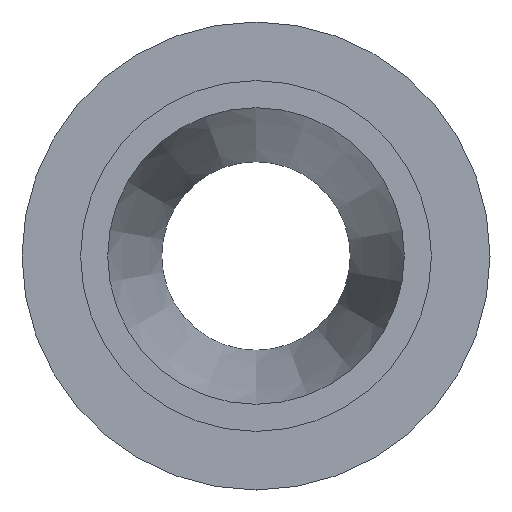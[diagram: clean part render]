
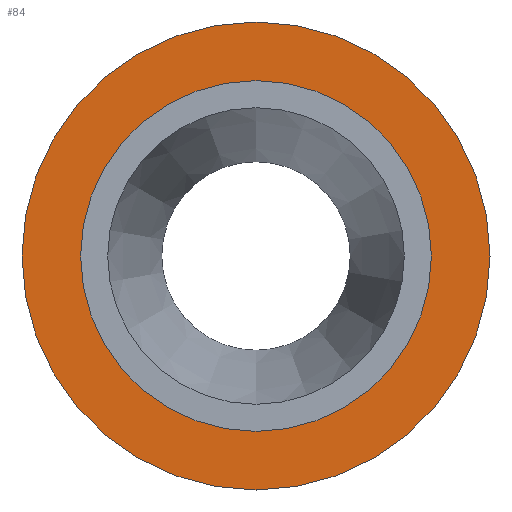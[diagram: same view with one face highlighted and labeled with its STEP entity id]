
A CAD part, left-side view. The second image highlights one B-rep face of the part: STEP entity #84.
In plain terms, the highlighted planar face has unit normal (-1, 0, 0).
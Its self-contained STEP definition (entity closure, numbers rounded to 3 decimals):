
#1 = EDGE_CURVE ( 'NONE', #138, #138, #2, .T. ) ;
#2 = CIRCLE ( 'NONE', #98, 27.45 ) ;
#29 = ORIENTED_EDGE ( 'NONE', *, *, #234, .F. ) ;
#34 = VERTEX_POINT ( 'NONE', #210 ) ;
#35 = CARTESIAN_POINT ( 'NONE',  ( 0., 0., 0. ) ) ;
#52 = FACE_BOUND ( 'NONE', #225, .T. ) ;
#84 = ADVANCED_FACE ( 'NONE', ( #52, #167 ), #174, .F. ) ;
#87 = CARTESIAN_POINT ( 'NONE',  ( 0., 0., 0. ) ) ;
#98 = AXIS2_PLACEMENT_3D ( 'NONE', #35, #260, #143 ) ;
#123 = DIRECTION ( 'NONE',  ( -1., 0., 0. ) ) ;
#126 = DIRECTION ( 'NONE',  ( 0., 0., -1. ) ) ;
#127 = AXIS2_PLACEMENT_3D ( 'NONE', #87, #176, #211 ) ;
#138 = VERTEX_POINT ( 'NONE', #146 ) ;
#143 = DIRECTION ( 'NONE',  ( 0., 0., -1. ) ) ;
#146 = CARTESIAN_POINT ( 'NONE',  ( 0., 0., -27.45 ) ) ;
#158 = AXIS2_PLACEMENT_3D ( 'NONE', #159, #123, #126 ) ;
#159 = CARTESIAN_POINT ( 'NONE',  ( 0., 0., 0. ) ) ;
#167 = FACE_OUTER_BOUND ( 'NONE', #352, .T. ) ;
#174 = PLANE ( 'NONE',  #127 ) ;
#176 = DIRECTION ( 'NONE',  ( 1., 0., 0. ) ) ;
#204 = CIRCLE ( 'NONE', #158, 20.575 ) ;
#210 = CARTESIAN_POINT ( 'NONE',  ( 0., 0., -20.575 ) ) ;
#211 = DIRECTION ( 'NONE',  ( 0., 0., -1. ) ) ;
#225 = EDGE_LOOP ( 'NONE', ( #29 ) ) ;
#234 = EDGE_CURVE ( 'NONE', #34, #34, #204, .T. ) ;
#260 = DIRECTION ( 'NONE',  ( 1., 0., 0. ) ) ;
#297 = ORIENTED_EDGE ( 'NONE', *, *, #1, .F. ) ;
#352 = EDGE_LOOP ( 'NONE', ( #297 ) ) ;
